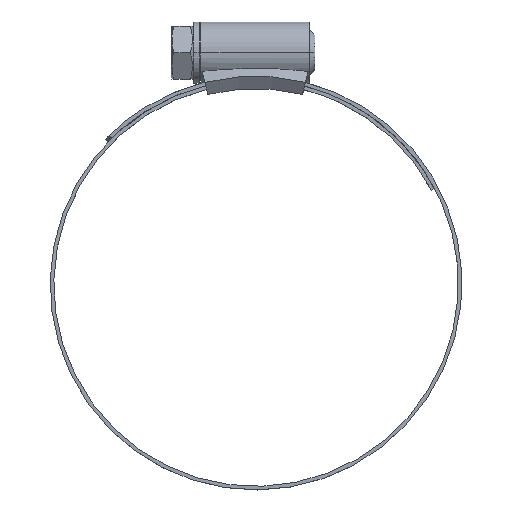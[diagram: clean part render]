
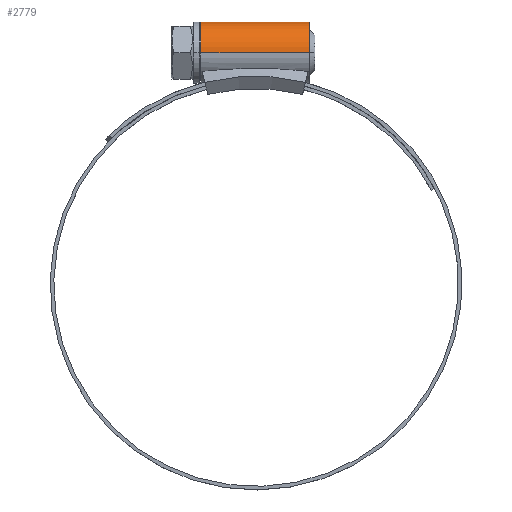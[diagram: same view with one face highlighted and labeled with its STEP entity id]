
A CAD part, top view. The second image highlights one B-rep face of the part: STEP entity #2779.
In plain terms, the highlighted cylindrical face has radius 8.5 mm (diameter 17 mm), a partial arc.
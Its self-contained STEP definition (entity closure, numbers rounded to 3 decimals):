
#5 = CARTESIAN_POINT ( 'NONE',  ( 14.999, 64., -8.5 ) ) ;
#96 = AXIS2_PLACEMENT_3D ( 'NONE', #3623, #1069, #2287 ) ;
#620 = VERTEX_POINT ( 'NONE', #1179 ) ;
#868 = CARTESIAN_POINT ( 'NONE',  ( -14.999, 64., -8.5 ) ) ;
#944 = EDGE_CURVE ( 'NONE', #1412, #2894, #1925, .T. ) ;
#1069 = DIRECTION ( 'NONE',  ( 1., 0., 0. ) ) ;
#1091 = CIRCLE ( 'NONE', #3480, 8.5 ) ;
#1179 = CARTESIAN_POINT ( 'NONE',  ( -14.999, 64., 8.5 ) ) ;
#1222 = VECTOR ( 'NONE', #2272, 1000. ) ;
#1412 = VERTEX_POINT ( 'NONE', #868 ) ;
#1456 = CARTESIAN_POINT ( 'NONE',  ( -39.041, 64., 8.5 ) ) ;
#1616 = EDGE_CURVE ( 'NONE', #620, #1412, #1091, .T. ) ;
#1624 = FACE_OUTER_BOUND ( 'NONE', #3017, .T. ) ;
#1703 = CIRCLE ( 'NONE', #96, 8.5 ) ;
#1751 = VECTOR ( 'NONE', #2605, 1000. ) ;
#1845 = EDGE_CURVE ( 'NONE', #620, #1849, #3654, .T. ) ;
#1849 = VERTEX_POINT ( 'NONE', #3175 ) ;
#1925 = LINE ( 'NONE', #3359, #1222 ) ;
#1957 = ORIENTED_EDGE ( 'NONE', *, *, #944, .F. ) ;
#2004 = AXIS2_PLACEMENT_3D ( 'NONE', #2157, #2733, #2766 ) ;
#2157 = CARTESIAN_POINT ( 'NONE',  ( -39.041, 64., 0. ) ) ;
#2183 = ORIENTED_EDGE ( 'NONE', *, *, #2879, .F. ) ;
#2272 = DIRECTION ( 'NONE',  ( 1., 0., 0. ) ) ;
#2287 = DIRECTION ( 'NONE',  ( 0., 0., -1. ) ) ;
#2291 = DIRECTION ( 'NONE',  ( 0., 0., -1. ) ) ;
#2563 = ORIENTED_EDGE ( 'NONE', *, *, #1845, .T. ) ;
#2605 = DIRECTION ( 'NONE',  ( 1., 0., 0. ) ) ;
#2733 = DIRECTION ( 'NONE',  ( 1., 0., 0. ) ) ;
#2766 = DIRECTION ( 'NONE',  ( 0., 0., -1. ) ) ;
#2779 = ADVANCED_FACE ( 'NONE', ( #1624 ), #3572, .T. ) ;
#2879 = EDGE_CURVE ( 'NONE', #2894, #1849, #1703, .T. ) ;
#2894 = VERTEX_POINT ( 'NONE', #5 ) ;
#2904 = DIRECTION ( 'NONE',  ( -1., 0., 0. ) ) ;
#3017 = EDGE_LOOP ( 'NONE', ( #3075, #2563, #2183, #1957 ) ) ;
#3075 = ORIENTED_EDGE ( 'NONE', *, *, #1616, .F. ) ;
#3175 = CARTESIAN_POINT ( 'NONE',  ( 14.999, 64., 8.5 ) ) ;
#3359 = CARTESIAN_POINT ( 'NONE',  ( -39.041, 64., -8.5 ) ) ;
#3443 = CARTESIAN_POINT ( 'NONE',  ( -14.999, 64., 0. ) ) ;
#3480 = AXIS2_PLACEMENT_3D ( 'NONE', #3443, #2904, #2291 ) ;
#3572 = CYLINDRICAL_SURFACE ( 'NONE', #2004, 8.5 ) ;
#3623 = CARTESIAN_POINT ( 'NONE',  ( 14.999, 64., 0. ) ) ;
#3654 = LINE ( 'NONE', #1456, #1751 ) ;
